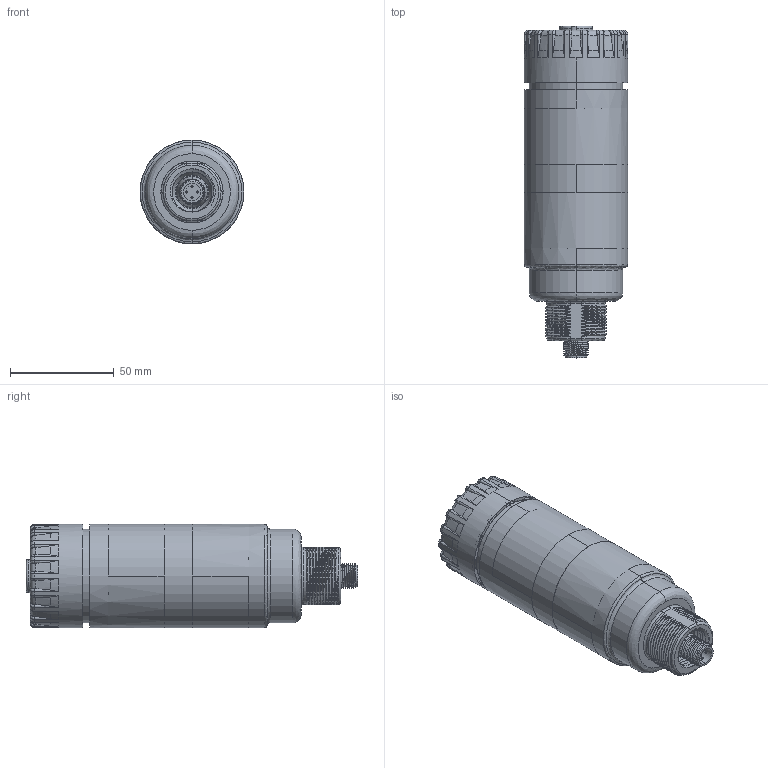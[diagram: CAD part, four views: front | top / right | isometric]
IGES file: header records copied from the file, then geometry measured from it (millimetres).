
Start section:  PTC IGES file: 145173.igs
Global section: file name: 145173.igs; native system: Pro/ENGINEER by Parametric Technology Corporation; preprocessor: 2006170; author: banengservice; organization: Unknown; date: 20090210.100917; units: inch
Bounding box: 50 x 160 x 50 mm (x, y, z)
Volume: 88344.9 mm3; surface area: 85416.8 mm2
Topology: 3 solids, 3 shells, 1482 faces, 3821 edges, 2411 vertices
Faces by surface type: revolution 858, bspline 624
